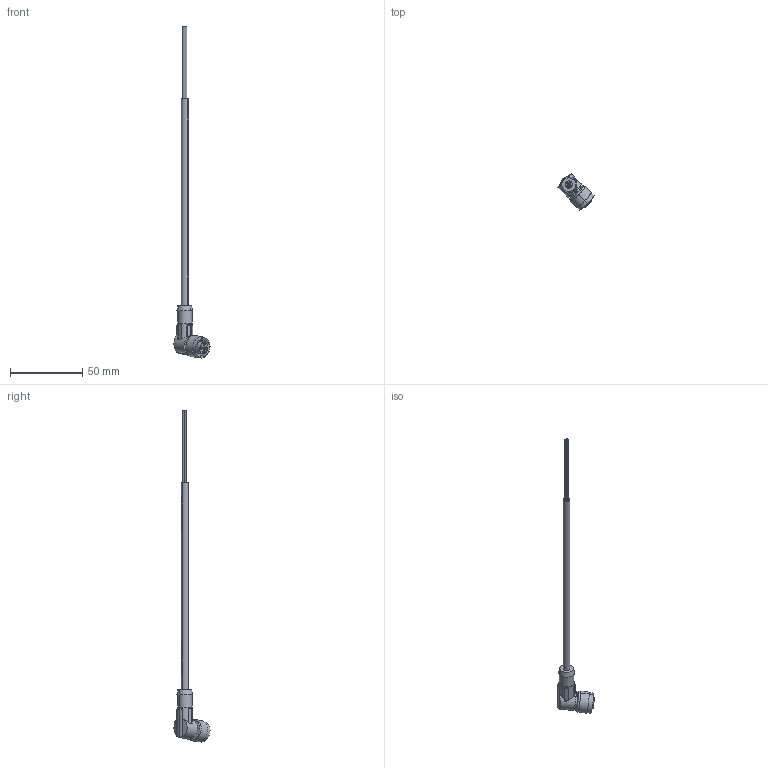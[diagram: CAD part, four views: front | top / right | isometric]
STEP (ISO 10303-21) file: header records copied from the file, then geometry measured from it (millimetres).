
FILE_DESCRIPTION(('STEP AP242'),'1');
FILE_NAME('connector_xzcpv1241l10.stp','2019-12-11T11:53:49',('TraceParts'),('TraceParts S.A.'),'Spatial InterOp 3D',' ',' ');
FILE_SCHEMA(('AP242_MANAGED_MODEL_BASED_3D_ENGINEERING_MIM_LF {1 0 10303 442 1 1 4}'));
Length unit declared in the file: millimetre
Products named in the file (1): connector_xzcpv1241l10
Bounding box: 24.89 x 24.89 x 229.14 mm (x, y, z)
Volume: 7311.8 mm3; surface area: 5786.3 mm2
Topology: 1 solids, 1 shells, 136 faces, 347 edges, 230 vertices
Faces by surface type: cylinder 61, plane 41, cone 34
Entity records: 4346 total; most frequent: CARTESIAN_POINT 1016, ORIENTED_EDGE 694, DIRECTION 691, EDGE_CURVE 347, AXIS2_PLACEMENT_3D 267, VERTEX_POINT 230, LINE 157, VECTOR 157
